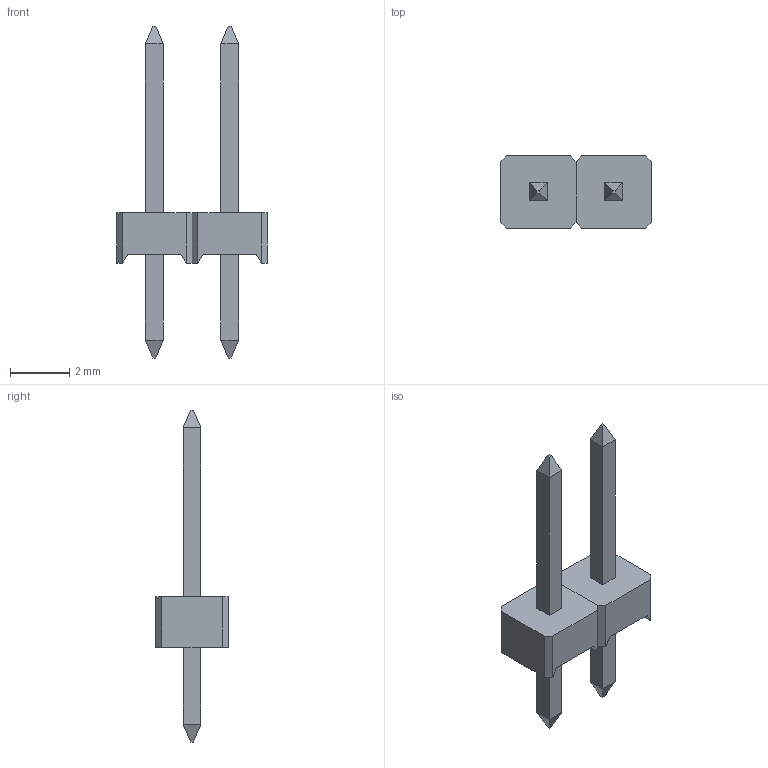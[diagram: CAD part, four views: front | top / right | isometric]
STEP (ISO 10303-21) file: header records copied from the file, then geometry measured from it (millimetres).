
FILE_DESCRIPTION((''),'2;1');
FILE_NAME('STELVIO-KONTEK_3860358102440.stp','2013-08-29T11:19:17',(''),(''),'Mechanical Desktop 2011','Mechanical Desktop 2011',', , ');
FILE_SCHEMA(('AUTOMOTIVE_DESIGN { 1 2 10303 214 1 1 1 1 }'));
Length unit declared in the file: millimetre
Products named in the file (1): Product
Bounding box: 5.08 x 2.45 x 11.2 mm (x, y, z)
Volume: 24.5 mm3; surface area: 102.6 mm2
Topology: 6 solids, 6 shells, 68 faces, 144 edges, 88 vertices
Faces by surface type: plane 68
Entity records: 1803 total; most frequent: CARTESIAN_POINT 301, ORIENTED_EDGE 288, DIRECTION 282, VECTOR 144, LINE 144, EDGE_CURVE 144, VERTEX_POINT 88, AXIS2_PLACEMENT_3D 69
